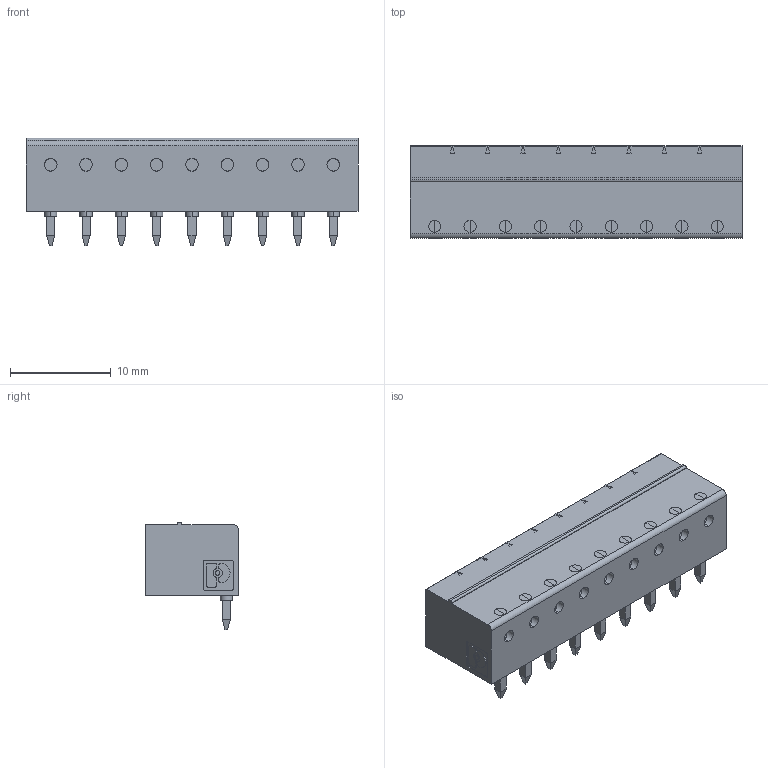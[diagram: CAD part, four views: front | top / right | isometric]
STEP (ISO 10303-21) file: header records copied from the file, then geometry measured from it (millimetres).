
FILE_DESCRIPTION(('FreeCAD Model'),'2;1');
FILE_NAME('mc_1.5-9-g-3.5.step', '2017-11-21T10:47:11',('kicad StepUp'),('ksu MCAD'), 'Open CASCADE STEP processor 7.1','FreeCAD','Unknown');
FILE_SCHEMA(('AUTOMOTIVE_DESIGN_CC2 { 1 2 10303 214 -1 1 5 4 }'));
Length unit declared in the file: millimetre
Products named in the file (1): mc_1.5-9-g-3.5
Bounding box: 32.9 x 9.2 x 10.65 mm (x, y, z)
Volume: 1217.2 mm3; surface area: 2875.6 mm2
Topology: 1 solids, 1 shells, 731 faces, 1763 edges, 1101 vertices
Faces by surface type: plane 553, cylinder 160, cone 18
Entity records: 31939 total; most frequent: CARTESIAN_POINT 9644, ORIENTED_EDGE 3526, DIRECTION 3493, EDGE_CURVE 1763, LINE 1389, VECTOR 1389, VERTEX_POINT 1101, AXIS2_PLACEMENT_3D 1052
